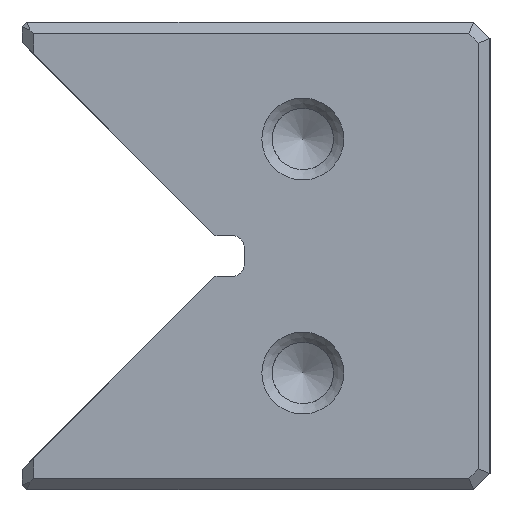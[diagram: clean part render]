
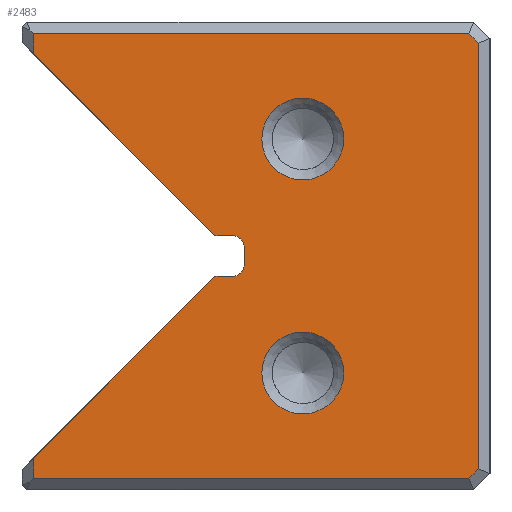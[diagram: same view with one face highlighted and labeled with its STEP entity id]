
A CAD part, left-side view. The second image highlights one B-rep face of the part: STEP entity #2483.
In plain terms, the highlighted planar face has unit normal (-1, 0, 0).
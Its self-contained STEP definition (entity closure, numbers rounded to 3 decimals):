
#2483=ADVANCED_FACE('',(#3429,#3430,#3431),#2880,.T.);
#2880=PLANE('',#8958);
#3134=CIRCLE('',#8954,3.5);
#3135=CIRCLE('',#8955,3.5);
#3136=CIRCLE('',#8956,1.);
#3137=CIRCLE('',#8957,1.);
#3429=FACE_BOUND('',#3647,.T.);
#3430=FACE_BOUND('',#3648,.T.);
#3431=FACE_BOUND('',#3649,.T.);
#3647=EDGE_LOOP('',(#4383));
#3648=EDGE_LOOP('',(#4384));
#3649=EDGE_LOOP('',(#4385,#4386,#4387,#4388,#4389,#4390,#4391,#4392,#4393,
#4394,#4395,#4396,#4397,#4398));
#4383=ORIENTED_EDGE('',*,*,#6911,.T.);
#4384=ORIENTED_EDGE('',*,*,#6912,.T.);
#4385=ORIENTED_EDGE('',*,*,#6913,.T.);
#4386=ORIENTED_EDGE('',*,*,#6914,.T.);
#4387=ORIENTED_EDGE('',*,*,#6915,.T.);
#4388=ORIENTED_EDGE('',*,*,#6916,.T.);
#4389=ORIENTED_EDGE('',*,*,#6917,.T.);
#4390=ORIENTED_EDGE('',*,*,#6918,.T.);
#4391=ORIENTED_EDGE('',*,*,#6919,.T.);
#4392=ORIENTED_EDGE('',*,*,#6920,.T.);
#4393=ORIENTED_EDGE('',*,*,#6921,.T.);
#4394=ORIENTED_EDGE('',*,*,#6922,.T.);
#4395=ORIENTED_EDGE('',*,*,#6923,.T.);
#4396=ORIENTED_EDGE('',*,*,#6924,.T.);
#4397=ORIENTED_EDGE('',*,*,#6925,.F.);
#4398=ORIENTED_EDGE('',*,*,#6926,.F.);
#6259=VERTEX_POINT('',#11539);
#6260=VERTEX_POINT('',#11541);
#6261=VERTEX_POINT('',#11543);
#6262=VERTEX_POINT('',#11544);
#6263=VERTEX_POINT('',#11546);
#6264=VERTEX_POINT('',#11548);
#6265=VERTEX_POINT('',#11550);
#6266=VERTEX_POINT('',#11552);
#6267=VERTEX_POINT('',#11554);
#6268=VERTEX_POINT('',#11556);
#6269=VERTEX_POINT('',#11558);
#6270=VERTEX_POINT('',#11560);
#6271=VERTEX_POINT('',#11562);
#6272=VERTEX_POINT('',#11564);
#6273=VERTEX_POINT('',#11566);
#6274=VERTEX_POINT('',#11568);
#6911=EDGE_CURVE('',#6259,#6259,#3134,.T.);
#6912=EDGE_CURVE('',#6260,#6260,#3135,.T.);
#6913=EDGE_CURVE('',#6261,#6262,#7761,.T.);
#6914=EDGE_CURVE('',#6262,#6263,#7762,.T.);
#6915=EDGE_CURVE('',#6263,#6264,#7763,.T.);
#6916=EDGE_CURVE('',#6264,#6265,#7764,.T.);
#6917=EDGE_CURVE('',#6265,#6266,#7765,.T.);
#6918=EDGE_CURVE('',#6266,#6267,#7766,.T.);
#6919=EDGE_CURVE('',#6267,#6268,#7767,.T.);
#6920=EDGE_CURVE('',#6268,#6269,#7768,.T.);
#6921=EDGE_CURVE('',#6269,#6270,#7769,.T.);
#6922=EDGE_CURVE('',#6270,#6271,#3136,.T.);
#6923=EDGE_CURVE('',#6271,#6272,#7770,.T.);
#6924=EDGE_CURVE('',#6272,#6273,#3137,.T.);
#6925=EDGE_CURVE('',#6274,#6273,#7771,.T.);
#6926=EDGE_CURVE('',#6261,#6274,#7772,.T.);
#7761=LINE('',#11542,#8431);
#7762=LINE('',#11545,#8432);
#7763=LINE('',#11547,#8433);
#7764=LINE('',#11549,#8434);
#7765=LINE('',#11551,#8435);
#7766=LINE('',#11553,#8436);
#7767=LINE('',#11555,#8437);
#7768=LINE('',#11557,#8438);
#7769=LINE('',#11559,#8439);
#7770=LINE('',#11563,#8440);
#7771=LINE('',#11567,#8441);
#7772=LINE('',#11569,#8442);
#8431=VECTOR('',#9533,1.);
#8432=VECTOR('',#9534,1.);
#8433=VECTOR('',#9535,1.);
#8434=VECTOR('',#9536,1.);
#8435=VECTOR('',#9537,1.);
#8436=VECTOR('',#9538,1.);
#8437=VECTOR('',#9539,1.);
#8438=VECTOR('',#9540,1.);
#8439=VECTOR('',#9541,1.);
#8440=VECTOR('',#9544,1.);
#8441=VECTOR('',#9547,1.);
#8442=VECTOR('',#9548,1.);
#8954=AXIS2_PLACEMENT_3D('',#11538,#9529,#9530);
#8955=AXIS2_PLACEMENT_3D('',#11540,#9531,#9532);
#8956=AXIS2_PLACEMENT_3D('',#11561,#9542,#9543);
#8957=AXIS2_PLACEMENT_3D('',#11565,#9545,#9546);
#8958=AXIS2_PLACEMENT_3D('',#11570,#9549,#9550);
#9529=DIRECTION('',(1.,0.,0.));
#9530=DIRECTION('',(0.,0.,1.));
#9531=DIRECTION('',(1.,0.,0.));
#9532=DIRECTION('',(0.,0.,1.));
#9533=DIRECTION('',(0.,0.,-1.));
#9534=DIRECTION('',(0.,-1.,0.));
#9535=DIRECTION('',(0.,-0.707,0.707));
#9536=DIRECTION('',(0.,0.,1.));
#9537=DIRECTION('',(0.,0.707,0.707));
#9538=DIRECTION('',(0.,1.,0.));
#9539=DIRECTION('',(0.,0.,-1.));
#9540=DIRECTION('',(0.,-0.707,-0.707));
#9541=DIRECTION('',(0.,-1.,0.));
#9542=DIRECTION('',(1.,0.,0.));
#9543=DIRECTION('',(0.,0.,1.));
#9544=DIRECTION('',(0.,0.,-1.));
#9545=DIRECTION('',(1.,0.,0.));
#9546=DIRECTION('',(0.,0.,1.));
#9547=DIRECTION('',(0.,-1.,0.));
#9548=DIRECTION('',(0.,-0.707,0.707));
#9549=DIRECTION('',(-1.,0.,0.));
#9550=DIRECTION('',(0.,0.,-1.));
#11538=CARTESIAN_POINT('',(0.,16.,30.));
#11539=CARTESIAN_POINT('',(0.,16.,33.5));
#11540=CARTESIAN_POINT('',(0.,16.,10.));
#11541=CARTESIAN_POINT('',(0.,16.,13.5));
#11542=CARTESIAN_POINT('',(0.,39.,0.));
#11543=CARTESIAN_POINT('',(0.,39.,2.758));
#11544=CARTESIAN_POINT('',(0.,39.,1.));
#11545=CARTESIAN_POINT('',(0.,20.,1.));
#11546=CARTESIAN_POINT('',(0.,1.814,1.));
#11547=CARTESIAN_POINT('',(0.,11.407,-8.593));
#11548=CARTESIAN_POINT('',(0.,1.,1.814));
#11549=CARTESIAN_POINT('',(0.,1.,0.));
#11550=CARTESIAN_POINT('',(0.,1.,38.186));
#11551=CARTESIAN_POINT('',(0.,-8.593,28.593));
#11552=CARTESIAN_POINT('',(0.,1.814,39.));
#11553=CARTESIAN_POINT('',(0.,20.,39.));
#11554=CARTESIAN_POINT('',(0.,39.,39.));
#11555=CARTESIAN_POINT('',(0.,39.,0.));
#11556=CARTESIAN_POINT('',(0.,39.,37.242));
#11557=CARTESIAN_POINT('',(0.,40.,38.242));
#11558=CARTESIAN_POINT('',(0.,23.508,21.75));
#11559=CARTESIAN_POINT('',(0.,21.,21.75));
#11560=CARTESIAN_POINT('',(0.,22.,21.75));
#11561=CARTESIAN_POINT('',(0.,22.,20.75));
#11562=CARTESIAN_POINT('',(0.,21.,20.75));
#11563=CARTESIAN_POINT('',(0.,21.,21.75));
#11564=CARTESIAN_POINT('',(0.,21.,19.25));
#11565=CARTESIAN_POINT('',(0.,22.,19.25));
#11566=CARTESIAN_POINT('',(0.,22.,18.25));
#11567=CARTESIAN_POINT('',(0.,21.,18.25));
#11568=CARTESIAN_POINT('',(0.,23.508,18.25));
#11569=CARTESIAN_POINT('',(0.,40.,1.758));
#11570=CARTESIAN_POINT('',(0.,20.,0.));
